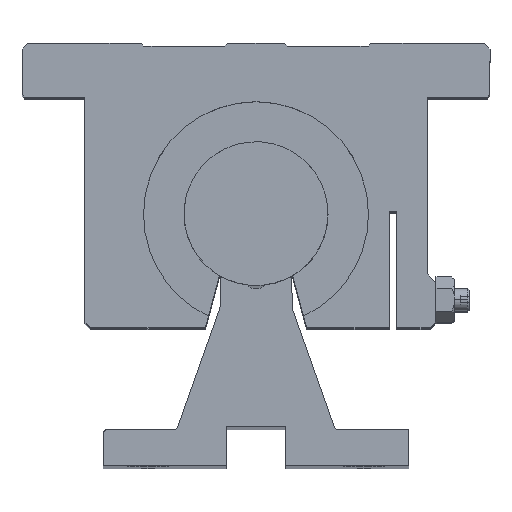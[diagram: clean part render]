
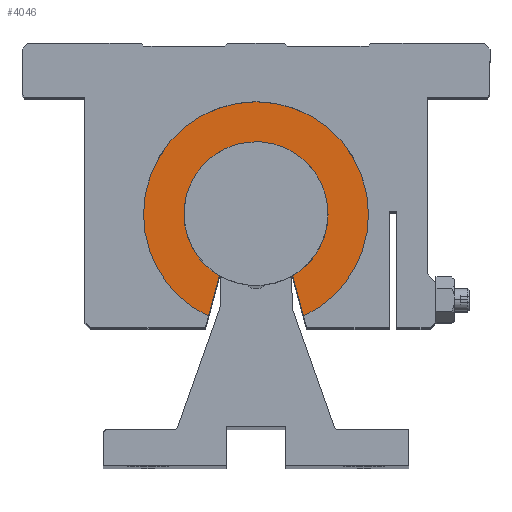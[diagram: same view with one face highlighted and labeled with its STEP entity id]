
A CAD part, top view. The second image highlights one B-rep face of the part: STEP entity #4046.
In plain terms, the highlighted planar face has unit normal (0, 0, 1).
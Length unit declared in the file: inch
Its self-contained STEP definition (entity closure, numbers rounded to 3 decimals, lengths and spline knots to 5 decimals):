
#88 = EDGE_CURVE ( 'NONE', #2367, #4108, #3789, .T. ) ;
#315 = EDGE_CURVE ( 'NONE', #377, #3197, #2841, .T. ) ;
#344 = DIRECTION ( 'NONE',  ( 0., 0., 1. ) ) ;
#377 = VERTEX_POINT ( 'NONE', #4188 ) ;
#493 = CARTESIAN_POINT ( 'NONE',  ( 0.25591, -0.42955, -0.22992 ) ) ;
#517 = CARTESIAN_POINT ( 'NONE',  ( -0.7811, 0., -0.22992 ) ) ;
#604 = EDGE_CURVE ( 'NONE', #1111, #2221, #859, .T. ) ;
#605 = ORIENTED_EDGE ( 'NONE', *, *, #2653, .T. ) ;
#786 = EDGE_CURVE ( 'NONE', #2221, #3197, #4203, .T. ) ;
#788 = AXIS2_PLACEMENT_3D ( 'NONE', #1995, #344, #3300 ) ;
#859 = CIRCLE ( 'NONE', #2252, 0.5 ) ;
#931 = CARTESIAN_POINT ( 'NONE',  ( -0.5, 0., -0.22992 ) ) ;
#1065 = VECTOR ( 'NONE', #2488, 39.37008 ) ;
#1111 = VERTEX_POINT ( 'NONE', #931 ) ;
#1152 = EDGE_LOOP ( 'NONE', ( #605, #1479, #2137, #2389, #3641, #1543, #2747, #3018 ) ) ;
#1253 = DIRECTION ( 'NONE',  ( 1., 0., 0. ) ) ;
#1387 = CARTESIAN_POINT ( 'NONE',  ( -0.35197, -0.78819, -0.22992 ) ) ;
#1479 = ORIENTED_EDGE ( 'NONE', *, *, #88, .T. ) ;
#1494 = VERTEX_POINT ( 'NONE', #3287 ) ;
#1543 = ORIENTED_EDGE ( 'NONE', *, *, #604, .T. ) ;
#1563 = CARTESIAN_POINT ( 'NONE',  ( 0., 0., -0.22992 ) ) ;
#1608 = DIRECTION ( 'NONE',  ( 0., 0., 1. ) ) ;
#1615 = CARTESIAN_POINT ( 'NONE',  ( -0.25591, -0.42955, -0.22992 ) ) ;
#1644 = EDGE_CURVE ( 'NONE', #4108, #1494, #3386, .T. ) ;
#1712 = PLANE ( 'NONE',  #3065 ) ;
#1798 = CIRCLE ( 'NONE', #3892, 0.7811 ) ;
#1995 = CARTESIAN_POINT ( 'NONE',  ( 0., 0., -0.22992 ) ) ;
#2042 = DIRECTION ( 'NONE',  ( 1., 0., 0. ) ) ;
#2137 = ORIENTED_EDGE ( 'NONE', *, *, #1644, .T. ) ;
#2179 = DIRECTION ( 'NONE',  ( 0., 0., -1. ) ) ;
#2184 = CARTESIAN_POINT ( 'NONE',  ( 0.25591, -0.42955, -0.22992 ) ) ;
#2208 = VECTOR ( 'NONE', #2368, 39.37008 ) ;
#2221 = VERTEX_POINT ( 'NONE', #3294 ) ;
#2252 = AXIS2_PLACEMENT_3D ( 'NONE', #3994, #3045, #4056 ) ;
#2286 = CARTESIAN_POINT ( 'NONE',  ( 0.7811, 0., -0.22992 ) ) ;
#2361 = EDGE_CURVE ( 'NONE', #3416, #1111, #2496, .T. ) ;
#2367 = VERTEX_POINT ( 'NONE', #2286 ) ;
#2368 = DIRECTION ( 'NONE',  ( -0.259, -0.966, 0. ) ) ;
#2389 = ORIENTED_EDGE ( 'NONE', *, *, #4003, .F. ) ;
#2402 = AXIS2_PLACEMENT_3D ( 'NONE', #2426, #3766, #2042 ) ;
#2426 = CARTESIAN_POINT ( 'NONE',  ( 0., 0., -0.22992 ) ) ;
#2488 = DIRECTION ( 'NONE',  ( -0.259, 0.966, 0. ) ) ;
#2496 = CIRCLE ( 'NONE', #4216, 0.5 ) ;
#2653 = EDGE_CURVE ( 'NONE', #377, #2367, #1798, .T. ) ;
#2747 = ORIENTED_EDGE ( 'NONE', *, *, #786, .T. ) ;
#2841 = LINE ( 'NONE', #2184, #1065 ) ;
#2904 = DIRECTION ( 'NONE',  ( 0., 0., -1. ) ) ;
#3018 = ORIENTED_EDGE ( 'NONE', *, *, #315, .F. ) ;
#3045 = DIRECTION ( 'NONE',  ( 0., 0., -1. ) ) ;
#3061 = DIRECTION ( 'NONE',  ( 0., 0., 1. ) ) ;
#3065 = AXIS2_PLACEMENT_3D ( 'NONE', #3438, #3061, #4048 ) ;
#3197 = VERTEX_POINT ( 'NONE', #493 ) ;
#3236 = AXIS2_PLACEMENT_3D ( 'NONE', #4138, #2179, #3514 ) ;
#3287 = CARTESIAN_POINT ( 'NONE',  ( -0.33043, -0.70777, -0.22992 ) ) ;
#3294 = CARTESIAN_POINT ( 'NONE',  ( 0.5, 0., -0.22992 ) ) ;
#3300 = DIRECTION ( 'NONE',  ( 1., 0., 0. ) ) ;
#3377 = FACE_OUTER_BOUND ( 'NONE', #1152, .T. ) ;
#3386 = CIRCLE ( 'NONE', #2402, 0.7811 ) ;
#3416 = VERTEX_POINT ( 'NONE', #1615 ) ;
#3438 = CARTESIAN_POINT ( 'NONE',  ( -0.79048, -0.71672, -0.22992 ) ) ;
#3514 = DIRECTION ( 'NONE',  ( 1., 0., 0. ) ) ;
#3641 = ORIENTED_EDGE ( 'NONE', *, *, #2361, .T. ) ;
#3766 = DIRECTION ( 'NONE',  ( 0., 0., 1. ) ) ;
#3769 = LINE ( 'NONE', #1387, #2208 ) ;
#3789 = CIRCLE ( 'NONE', #788, 0.7811 ) ;
#3892 = AXIS2_PLACEMENT_3D ( 'NONE', #1563, #1608, #4224 ) ;
#3951 = CARTESIAN_POINT ( 'NONE',  ( 0., 0., -0.22992 ) ) ;
#3994 = CARTESIAN_POINT ( 'NONE',  ( 0., 0., -0.22992 ) ) ;
#4003 = EDGE_CURVE ( 'NONE', #3416, #1494, #3769, .T. ) ;
#4046 = ADVANCED_FACE ( 'NONE', ( #3377 ), #1712, .T. ) ;
#4048 = DIRECTION ( 'NONE',  ( 1., 0., 0. ) ) ;
#4056 = DIRECTION ( 'NONE',  ( 1., 0., 0. ) ) ;
#4108 = VERTEX_POINT ( 'NONE', #517 ) ;
#4138 = CARTESIAN_POINT ( 'NONE',  ( 0., 0., -0.22992 ) ) ;
#4188 = CARTESIAN_POINT ( 'NONE',  ( 0.33043, -0.70777, -0.22992 ) ) ;
#4203 = CIRCLE ( 'NONE', #3236, 0.5 ) ;
#4216 = AXIS2_PLACEMENT_3D ( 'NONE', #3951, #2904, #1253 ) ;
#4224 = DIRECTION ( 'NONE',  ( 1., 0., 0. ) ) ;
